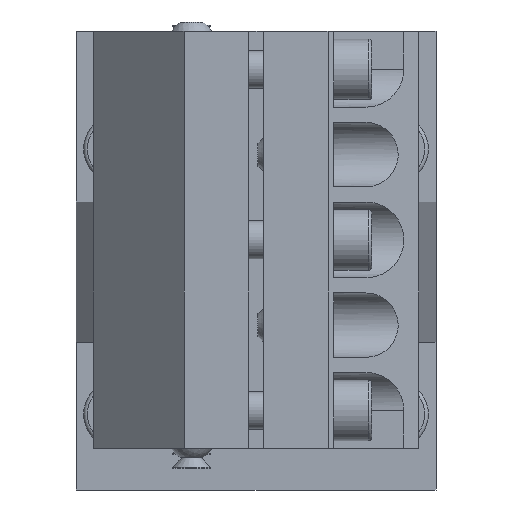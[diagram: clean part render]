
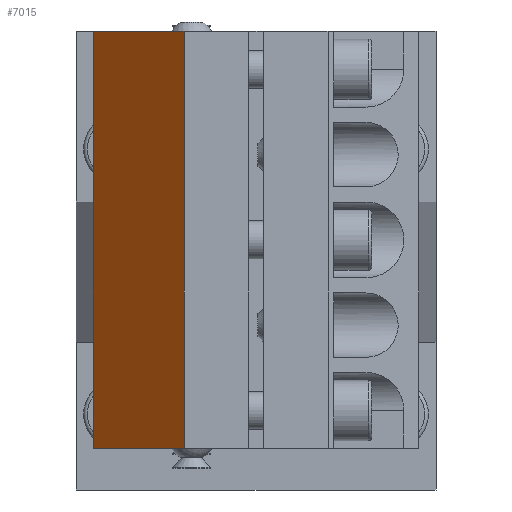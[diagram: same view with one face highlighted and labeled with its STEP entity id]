
A CAD part, left-side view. The second image highlights one B-rep face of the part: STEP entity #7015.
In plain terms, the highlighted planar face has unit normal (-0.707, 0.707, 0).
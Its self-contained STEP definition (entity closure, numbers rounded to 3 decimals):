
#1859=DIRECTION('',(0.,0.,1.));
#1860=VECTOR('',#1859,110.);
#1861=CARTESIAN_POINT('',(-145.,19.,-44.));
#1862=LINE('',#1861,#1860);
#1867=DIRECTION('',(-0.707,-0.707,0.));
#1868=VECTOR('',#1867,33.941);
#1869=CARTESIAN_POINT('',(-121.,43.,-44.));
#1870=LINE('',#1869,#1868);
#1871=DIRECTION('',(0.,0.,1.));
#1872=VECTOR('',#1871,110.);
#1873=CARTESIAN_POINT('',(-121.,43.,-44.));
#1874=LINE('',#1873,#1872);
#1932=DIRECTION('',(-0.707,-0.707,0.));
#1933=VECTOR('',#1932,33.941);
#1934=CARTESIAN_POINT('',(-121.,43.,66.));
#1935=LINE('',#1934,#1933);
#4948=CARTESIAN_POINT('',(-121.,43.,66.));
#4949=CARTESIAN_POINT('',(-145.,19.,66.));
#4950=VERTEX_POINT('',#4948);
#4951=VERTEX_POINT('',#4949);
#5057=CARTESIAN_POINT('',(-121.,43.,-44.));
#5058=CARTESIAN_POINT('',(-145.,19.,-44.));
#5059=VERTEX_POINT('',#5057);
#5060=VERTEX_POINT('',#5058);
#7003=CARTESIAN_POINT('',(-121.,43.,-55.));
#7004=DIRECTION('',(-0.707,0.707,0.));
#7005=DIRECTION('',(-0.707,-0.707,0.));
#7006=AXIS2_PLACEMENT_3D('',#7003,#7004,#7005);
#7007=PLANE('',#7006);
#7008=ORIENTED_EDGE('',*,*,#6039,.F.);
#7009=ORIENTED_EDGE('',*,*,#6310,.T.);
#7011=ORIENTED_EDGE('',*,*,#7010,.T.);
#7012=ORIENTED_EDGE('',*,*,#6995,.F.);
#7013=EDGE_LOOP('',(#7008,#7009,#7011,#7012));
#7014=FACE_OUTER_BOUND('',#7013,.F.);
#7015=ADVANCED_FACE('',(#7014),#7007,.T.);
#6039=EDGE_CURVE('',#5059,#5060,#1870,.T.);
#6310=EDGE_CURVE('',#5059,#4950,#1874,.T.);
#6995=EDGE_CURVE('',#5060,#4951,#1862,.T.);
#7010=EDGE_CURVE('',#4950,#4951,#1935,.T.);
